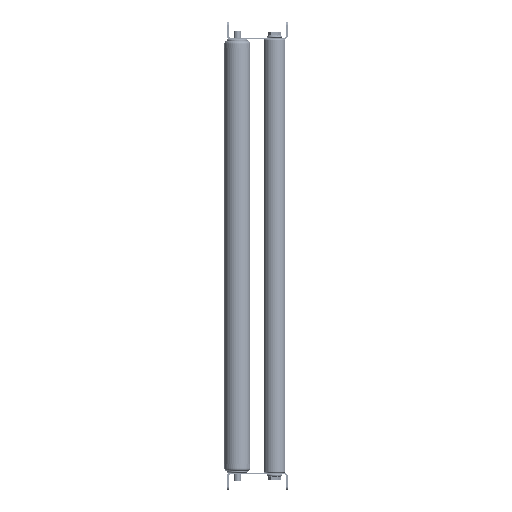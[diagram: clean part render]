
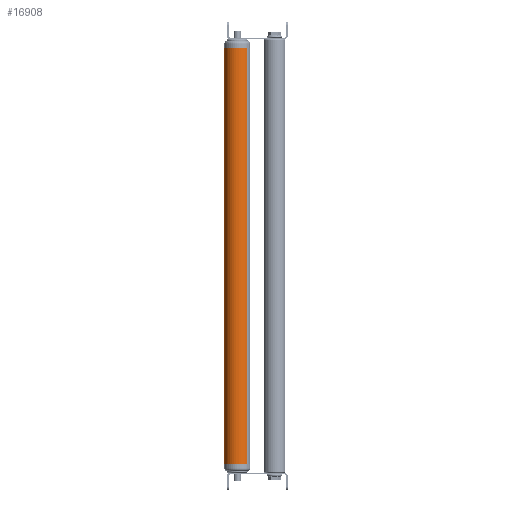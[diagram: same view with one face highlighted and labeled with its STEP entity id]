
A CAD part, left-side view. The second image highlights one B-rep face of the part: STEP entity #16908.
In plain terms, the highlighted cylindrical face has radius 15 mm (diameter 30 mm), a partial arc.
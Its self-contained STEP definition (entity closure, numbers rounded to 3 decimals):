
#422 = ORIENTED_EDGE ( 'NONE', *, *, #3493, .F. ) ;
#931 = CARTESIAN_POINT ( 'NONE',  ( 480., 0., -15. ) ) ;
#1416 = CIRCLE ( 'NONE', #3372, 15. ) ;
#1576 = AXIS2_PLACEMENT_3D ( 'NONE', #15704, #15573, #22852 ) ;
#2204 = CARTESIAN_POINT ( 'NONE',  ( 0., 0., 15. ) ) ;
#2419 = DIRECTION ( 'NONE',  ( 1., 0., 0. ) ) ;
#3372 = AXIS2_PLACEMENT_3D ( 'NONE', #13094, #18903, #7830 ) ;
#3482 = LINE ( 'NONE', #18510, #19957 ) ;
#3493 = EDGE_CURVE ( 'NONE', #4965, #22233, #1416, .T. ) ;
#4510 = CYLINDRICAL_SURFACE ( 'NONE', #1576, 15. ) ;
#4580 = CARTESIAN_POINT ( 'NONE',  ( 480., 0., 15. ) ) ;
#4965 = VERTEX_POINT ( 'NONE', #4580 ) ;
#7676 = DIRECTION ( 'NONE',  ( -1., 0., 0. ) ) ;
#7830 = DIRECTION ( 'NONE',  ( 0., 0., -1. ) ) ;
#7945 = FACE_OUTER_BOUND ( 'NONE', #22026, .T. ) ;
#8602 = AXIS2_PLACEMENT_3D ( 'NONE', #11746, #2419, #21031 ) ;
#9332 = VERTEX_POINT ( 'NONE', #22595 ) ;
#10165 = DIRECTION ( 'NONE',  ( -1., 0., 0. ) ) ;
#10191 = EDGE_CURVE ( 'NONE', #22233, #9332, #11374, .T. ) ;
#11374 = LINE ( 'NONE', #931, #13900 ) ;
#11420 = ORIENTED_EDGE ( 'NONE', *, *, #14492, .T. ) ;
#11746 = CARTESIAN_POINT ( 'NONE',  ( 0., 0., 0. ) ) ;
#13094 = CARTESIAN_POINT ( 'NONE',  ( 480., 0., 0. ) ) ;
#13452 = EDGE_CURVE ( 'NONE', #4965, #15862, #3482, .T. ) ;
#13900 = VECTOR ( 'NONE', #10165, 1000. ) ;
#14492 = EDGE_CURVE ( 'NONE', #15862, #9332, #17243, .T. ) ;
#15573 = DIRECTION ( 'NONE',  ( -1., 0., 0. ) ) ;
#15704 = CARTESIAN_POINT ( 'NONE',  ( 480., 0., 0. ) ) ;
#15862 = VERTEX_POINT ( 'NONE', #2204 ) ;
#16908 = ADVANCED_FACE ( 'NONE', ( #7945 ), #4510, .T. ) ;
#17243 = CIRCLE ( 'NONE', #8602, 15. ) ;
#17308 = ORIENTED_EDGE ( 'NONE', *, *, #10191, .F. ) ;
#18510 = CARTESIAN_POINT ( 'NONE',  ( 480., 0., 15. ) ) ;
#18903 = DIRECTION ( 'NONE',  ( 1., 0., 0. ) ) ;
#19178 = CARTESIAN_POINT ( 'NONE',  ( 480., 0., -15. ) ) ;
#19957 = VECTOR ( 'NONE', #7676, 1000. ) ;
#20799 = ORIENTED_EDGE ( 'NONE', *, *, #13452, .T. ) ;
#21031 = DIRECTION ( 'NONE',  ( 0., 0., -1. ) ) ;
#22026 = EDGE_LOOP ( 'NONE', ( #17308, #422, #20799, #11420 ) ) ;
#22233 = VERTEX_POINT ( 'NONE', #19178 ) ;
#22595 = CARTESIAN_POINT ( 'NONE',  ( 0., 0., -15. ) ) ;
#22852 = DIRECTION ( 'NONE',  ( 0., 0., 1. ) ) ;
